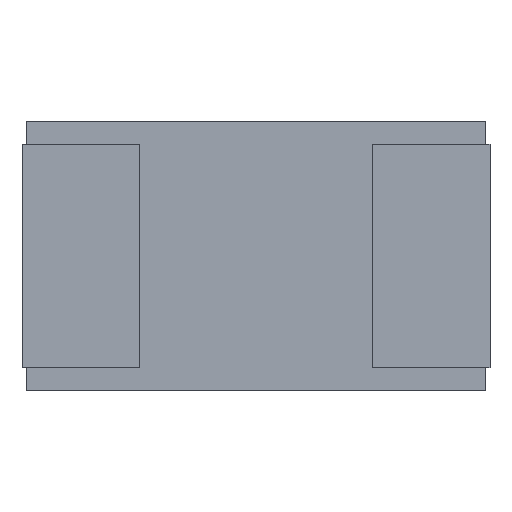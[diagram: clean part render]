
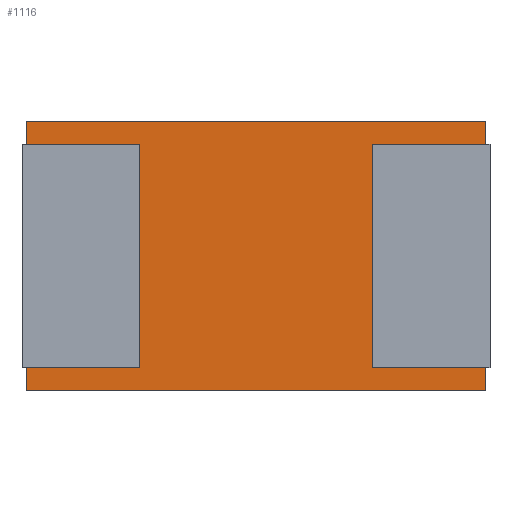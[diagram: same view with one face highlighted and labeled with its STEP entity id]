
A CAD part, front view. The second image highlights one B-rep face of the part: STEP entity #1116.
In plain terms, the highlighted planar face has unit normal (0, -1, 0).
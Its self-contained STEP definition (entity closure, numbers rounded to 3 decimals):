
#1009 = CARTESIAN_POINT ( 'NONE',  ( 1.025, 0.02, 0.6 ) ) ;
#1010 = VERTEX_POINT ( 'NONE', #1009 ) ;
#1011 = CARTESIAN_POINT ( 'NONE',  ( 1.025, 0.02, -0.6 ) ) ;
#1012 = VERTEX_POINT ( 'NONE', #1011 ) ;
#1013 = CARTESIAN_POINT ( 'NONE',  ( 1.025, 0.02, 0.6 ) ) ;
#1014 = DIRECTION ( 'NONE',  ( 0., 0., -1. ) ) ;
#1015 = VECTOR ( 'NONE', #1014, 1000. ) ;
#1016 = LINE ( 'NONE', #1013, #1015 ) ;
#1017 = EDGE_CURVE ( 'NONE', #1010, #1012, #1016, .T. ) ;
#1040 = CARTESIAN_POINT ( 'NONE',  ( -1.025, 0.02, -0.6 ) ) ;
#1041 = VERTEX_POINT ( 'NONE', #1040 ) ;
#1042 = CARTESIAN_POINT ( 'NONE',  ( -1.025, 0.02, -0.6 ) ) ;
#1043 = DIRECTION ( 'NONE',  ( -1., 0., 0. ) ) ;
#1044 = VECTOR ( 'NONE', #1043, 1000. ) ;
#1045 = LINE ( 'NONE', #1042, #1044 ) ;
#1046 = EDGE_CURVE ( 'NONE', #1012, #1041, #1045, .T. ) ;
#1064 = CARTESIAN_POINT ( 'NONE',  ( -1.025, 0.02, 0.6 ) ) ;
#1065 = VERTEX_POINT ( 'NONE', #1064 ) ;
#1066 = CARTESIAN_POINT ( 'NONE',  ( -1.025, 0.02, 0.6 ) ) ;
#1067 = DIRECTION ( 'NONE',  ( 0., 0., 1. ) ) ;
#1068 = VECTOR ( 'NONE', #1067, 1000. ) ;
#1069 = LINE ( 'NONE', #1066, #1068 ) ;
#1070 = EDGE_CURVE ( 'NONE', #1041, #1065, #1069, .T. ) ;
#1088 = CARTESIAN_POINT ( 'NONE',  ( -1.025, 0.02, 0.6 ) ) ;
#1089 = DIRECTION ( 'NONE',  ( 1., 0., 0. ) ) ;
#1090 = VECTOR ( 'NONE', #1089, 1000. ) ;
#1091 = LINE ( 'NONE', #1088, #1090 ) ;
#1092 = EDGE_CURVE ( 'NONE', #1065, #1010, #1091, .T. ) ;
#1105 = ORIENTED_EDGE ( 'NONE', *, *, #1017, .F. ) ;
#1106 = ORIENTED_EDGE ( 'NONE', *, *, #1092, .F. ) ;
#1107 = ORIENTED_EDGE ( 'NONE', *, *, #1070, .F. ) ;
#1108 = ORIENTED_EDGE ( 'NONE', *, *, #1046, .F. ) ;
#1109 = EDGE_LOOP ( 'NONE', ( #1105, #1106, #1107, #1108 ) ) ;
#1110 = FACE_OUTER_BOUND ( 'NONE', #1109, .T. ) ;
#1111 = CARTESIAN_POINT ( 'NONE',  ( 0., 0.02, 0. ) ) ;
#1112 = DIRECTION ( 'NONE',  ( 0., -1., 0. ) ) ;
#1113 = DIRECTION ( 'NONE',  ( 0., 0., -1. ) ) ;
#1114 = AXIS2_PLACEMENT_3D ( 'NONE', #1111, #1112, #1113 ) ;
#1115 = PLANE ( 'NONE', #1114 ) ;
#1116 = ADVANCED_FACE ( 'NONE', ( #1110 ), #1115, .T. ) ;
